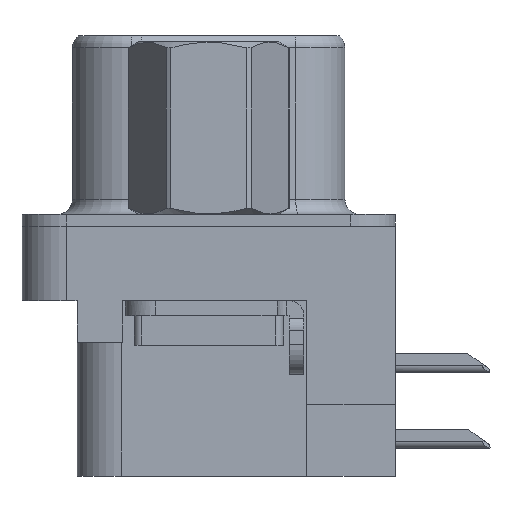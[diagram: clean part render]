
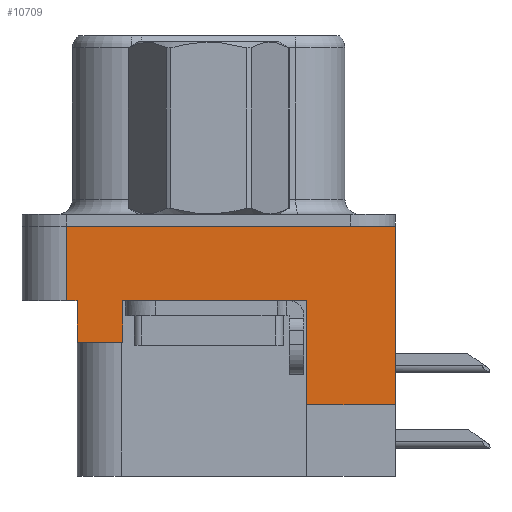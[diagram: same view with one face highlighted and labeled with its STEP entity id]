
A CAD part, left-side view. The second image highlights one B-rep face of the part: STEP entity #10709.
In plain terms, the highlighted planar face has unit normal (-1, 0, 0).
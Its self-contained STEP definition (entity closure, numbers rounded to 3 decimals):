
#459 = DIRECTION ( 'NONE',  ( 0., -1., 0. ) ) ;
#935 = VERTEX_POINT ( 'NONE', #3019 ) ;
#966 = ORIENTED_EDGE ( 'NONE', *, *, #15297, .F. ) ;
#1027 = VERTEX_POINT ( 'NONE', #11772 ) ;
#1258 = CARTESIAN_POINT ( 'NONE',  ( -2.91, 4.775, 0. ) ) ;
#1992 = CARTESIAN_POINT ( 'NONE',  ( -2.91, 4.425, -2.5 ) ) ;
#2048 = CARTESIAN_POINT ( 'NONE',  ( -2.91, -6.275, -2.5 ) ) ;
#2195 = CARTESIAN_POINT ( 'NONE',  ( -2.91, 4.775, -2.5 ) ) ;
#2263 = CARTESIAN_POINT ( 'NONE',  ( -2.91, -3.295, -8.4 ) ) ;
#2265 = VERTEX_POINT ( 'NONE', #9980 ) ;
#2894 = DIRECTION ( 'NONE',  ( -1., 0., 0. ) ) ;
#3019 = CARTESIAN_POINT ( 'NONE',  ( -2.91, 2.895, -2.5 ) ) ;
#3023 = DIRECTION ( 'NONE',  ( 0., -1., 0. ) ) ;
#3284 = ORIENTED_EDGE ( 'NONE', *, *, #15855, .F. ) ;
#3483 = VERTEX_POINT ( 'NONE', #1258 ) ;
#5427 = VERTEX_POINT ( 'NONE', #1992 ) ;
#5573 = DIRECTION ( 'NONE',  ( 0., 0., 1. ) ) ;
#6142 = AXIS2_PLACEMENT_3D ( 'NONE', #7835, #2894, #14086 ) ;
#6316 = ORIENTED_EDGE ( 'NONE', *, *, #15886, .F. ) ;
#6405 = CARTESIAN_POINT ( 'NONE',  ( -2.91, -6.275, -2.5 ) ) ;
#6937 = VECTOR ( 'NONE', #15067, 1000. ) ;
#7366 = VECTOR ( 'NONE', #5573, 1000. ) ;
#7383 = LINE ( 'NONE', #2263, #6937 ) ;
#7390 = VECTOR ( 'NONE', #18173, 1000. ) ;
#7407 = DIRECTION ( 'NONE',  ( 0., 1., 0. ) ) ;
#7408 = LINE ( 'NONE', #2195, #7366 ) ;
#7446 = LINE ( 'NONE', #13428, #7390 ) ;
#7621 = VECTOR ( 'NONE', #459, 1000. ) ;
#7645 = LINE ( 'NONE', #11866, #7621 ) ;
#7669 = VECTOR ( 'NONE', #10250, 1000. ) ;
#7835 = CARTESIAN_POINT ( 'NONE',  ( -2.91, -6.275, -2.5 ) ) ;
#7918 = VECTOR ( 'NONE', #13190, 1000. ) ;
#7941 = CARTESIAN_POINT ( 'NONE',  ( -2.91, -6.275, -2.5 ) ) ;
#8159 = LINE ( 'NONE', #16336, #7918 ) ;
#8404 = LINE ( 'NONE', #2048, #7669 ) ;
#8595 = ORIENTED_EDGE ( 'NONE', *, *, #15790, .T. ) ;
#9418 = VECTOR ( 'NONE', #3023, 1000. ) ;
#9422 = ORIENTED_EDGE ( 'NONE', *, *, #14981, .T. ) ;
#9440 = ORIENTED_EDGE ( 'NONE', *, *, #15524, .T. ) ;
#9545 = ORIENTED_EDGE ( 'NONE', *, *, #15736, .F. ) ;
#9623 = LINE ( 'NONE', #6405, #9418 ) ;
#9965 = CARTESIAN_POINT ( 'NONE',  ( -2.91, -6.275, 0. ) ) ;
#9980 = CARTESIAN_POINT ( 'NONE',  ( -2.91, 2.895, -3.9 ) ) ;
#10250 = DIRECTION ( 'NONE',  ( 0., 0., 1. ) ) ;
#10416 = VECTOR ( 'NONE', #7407, 1000. ) ;
#10433 = LINE ( 'NONE', #13619, #10416 ) ;
#10709 = ADVANCED_FACE ( 'NONE', ( #18485 ), #12565, .T. ) ;
#10881 = CARTESIAN_POINT ( 'NONE',  ( -2.91, -6.275, -6. ) ) ;
#11026 = VERTEX_POINT ( 'NONE', #9965 ) ;
#11682 = CARTESIAN_POINT ( 'NONE',  ( -2.91, 4.775, -2.5 ) ) ;
#11772 = CARTESIAN_POINT ( 'NONE',  ( -2.91, -3.295, -2.5 ) ) ;
#11866 = CARTESIAN_POINT ( 'NONE',  ( -2.91, -6.275, 0. ) ) ;
#12065 = VECTOR ( 'NONE', #15640, 1000. ) ;
#12075 = ORIENTED_EDGE ( 'NONE', *, *, #14622, .T. ) ;
#12084 = LINE ( 'NONE', #14031, #12065 ) ;
#12565 = PLANE ( 'NONE',  #6142 ) ;
#13190 = DIRECTION ( 'NONE',  ( 0., 1., 0. ) ) ;
#13428 = CARTESIAN_POINT ( 'NONE',  ( -2.91, 4.425, -3.9 ) ) ;
#13535 = VECTOR ( 'NONE', #18842, 1000. ) ;
#13619 = CARTESIAN_POINT ( 'NONE',  ( -2.91, 4.425, -3.9 ) ) ;
#13622 = LINE ( 'NONE', #7941, #13535 ) ;
#13778 = CARTESIAN_POINT ( 'NONE',  ( -2.91, -3.295, -6. ) ) ;
#13962 = CARTESIAN_POINT ( 'NONE',  ( -2.91, 4.425, -3.9 ) ) ;
#14031 = CARTESIAN_POINT ( 'NONE',  ( -2.91, 2.895, -3.9 ) ) ;
#14086 = DIRECTION ( 'NONE',  ( 0., 0., 1. ) ) ;
#14583 = ORIENTED_EDGE ( 'NONE', *, *, #15821, .F. ) ;
#14622 = EDGE_CURVE ( 'NONE', #935, #1027, #13622, .T. ) ;
#14981 = EDGE_CURVE ( 'NONE', #2265, #935, #12084, .T. ) ;
#15067 = DIRECTION ( 'NONE',  ( 0., 0., 1. ) ) ;
#15297 = EDGE_CURVE ( 'NONE', #2265, #18582, #10433, .T. ) ;
#15405 = VERTEX_POINT ( 'NONE', #10881 ) ;
#15524 = EDGE_CURVE ( 'NONE', #18928, #5427, #9623, .T. ) ;
#15601 = ORIENTED_EDGE ( 'NONE', *, *, #15850, .F. ) ;
#15640 = DIRECTION ( 'NONE',  ( 0., 0., 1. ) ) ;
#15736 = EDGE_CURVE ( 'NONE', #15405, #19682, #8159, .T. ) ;
#15790 = EDGE_CURVE ( 'NONE', #15405, #11026, #8404, .T. ) ;
#15821 = EDGE_CURVE ( 'NONE', #3483, #11026, #7645, .T. ) ;
#15850 = EDGE_CURVE ( 'NONE', #18928, #3483, #7408, .T. ) ;
#15855 = EDGE_CURVE ( 'NONE', #18582, #5427, #7446, .T. ) ;
#15886 = EDGE_CURVE ( 'NONE', #19682, #1027, #7383, .T. ) ;
#16336 = CARTESIAN_POINT ( 'NONE',  ( -2.91, -6.495, -6. ) ) ;
#18173 = DIRECTION ( 'NONE',  ( 0., 0., 1. ) ) ;
#18485 = FACE_OUTER_BOUND ( 'NONE', #18832, .T. ) ;
#18582 = VERTEX_POINT ( 'NONE', #13962 ) ;
#18832 = EDGE_LOOP ( 'NONE', ( #9545, #8595, #14583, #15601, #9440, #3284, #966, #9422, #12075, #6316 ) ) ;
#18842 = DIRECTION ( 'NONE',  ( 0., -1., 0. ) ) ;
#18928 = VERTEX_POINT ( 'NONE', #11682 ) ;
#19682 = VERTEX_POINT ( 'NONE', #13778 ) ;
